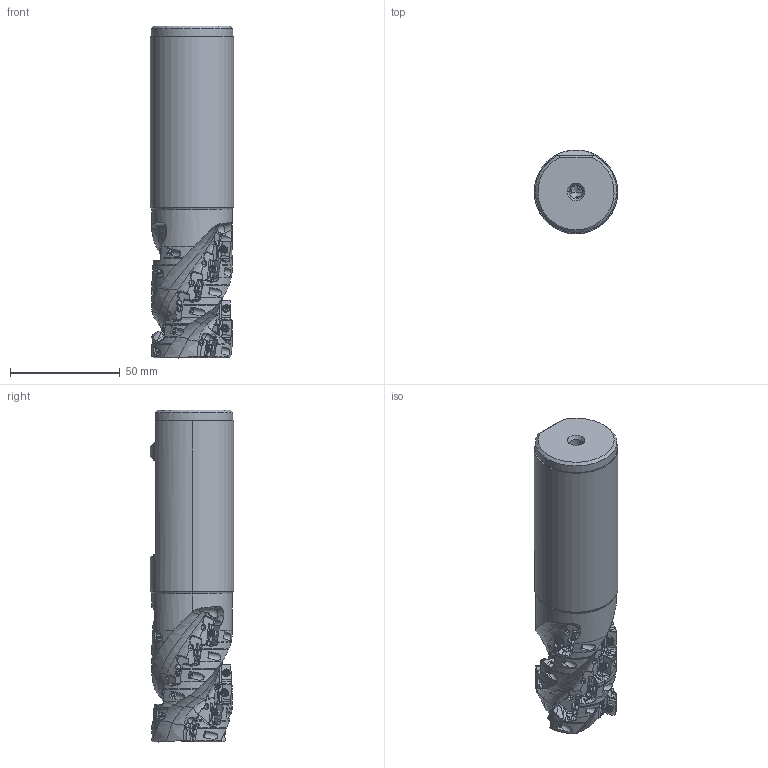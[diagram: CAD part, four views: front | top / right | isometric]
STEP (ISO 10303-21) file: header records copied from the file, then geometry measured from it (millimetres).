
FILE_DESCRIPTION(/* description */ (''),/* implementation_level */ '2;1');
FILE_NAME(/* name */ 'APX3KUR243FA24M21A18.stp',/* time_stamp */ '2021-09-08T11:44:45+09:00',/* author */ (''),/* organization */ (''),/* preprocessor_version */ 'ST-DEVELOPER v16',/* originating_system */ 'SIEMENS PLM Software NX 10.0',/* authorisation */ '');
FILE_SCHEMA (('AUTOMOTIVE_DESIGN { 1 0 10303 214 3 1 1 1 }'));
Products named in the file (1): APX3KUR243FA24M21A18_ASM_ASM
Bounding box: 38.1 x 38.1 x 151.3 mm (x, y, z)
Volume: 141847.2 mm3; surface area: 26784.8 mm2
Topology: 19 solids, 19 shells, 1820 faces, 5322 edges, 3562 vertices
Faces by surface type: cylinder 837, plane 456, cone 178, torus 166, sphere 120, bspline 63
Entity records: 85047 total; most frequent: CARTESIAN_POINT 38323, ORIENTED_EDGE 10474, DIRECTION 8840, EDGE_CURVE 5237, AXIS2_PLACEMENT_3D 3702, VERTEX_POINT 3483, B_SPLINE_CURVE_WITH_KNOTS 1937, EDGE_LOOP 1920
